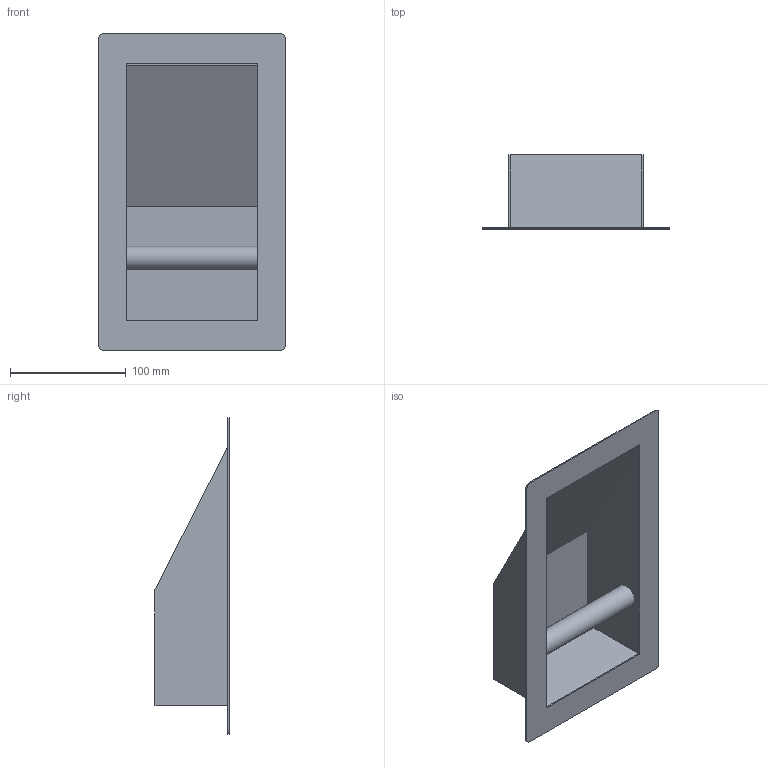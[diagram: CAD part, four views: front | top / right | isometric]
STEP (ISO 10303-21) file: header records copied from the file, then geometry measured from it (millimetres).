
FILE_DESCRIPTION(('FreeCAD Model'),'2;1');
FILE_NAME('Adam_Hall_34001.step','2020-07-24T10:07:29',('Author'),(''), 'Open CASCADE STEP processor 6.8','FreeCAD','Unknown');
FILE_SCHEMA(('AUTOMOTIVE_DESIGN_CC2 { 1 2 10303 214 -1 1 5 4 }'));
Length unit declared in the file: millimetre
Products named in the file (1): Adam_Hall_34001
Bounding box: 162 x 64 x 274 mm (x, y, z)
Volume: 109896.9 mm3; surface area: 154838.3 mm2
Topology: 1 solids, 1 shells, 32 faces, 76 edges, 48 vertices
Faces by surface type: plane 27, cylinder 5
Full cylindrical faces by diameter (mm): 20 x1
Entity records: 1949 total; most frequent: CARTESIAN_POINT 369, DIRECTION 294, LINE 208, VECTOR 208, ORIENTED_EDGE 152, PCURVE 152, DEFINITIONAL_REPRESENTATION 152, EDGE_CURVE 76
